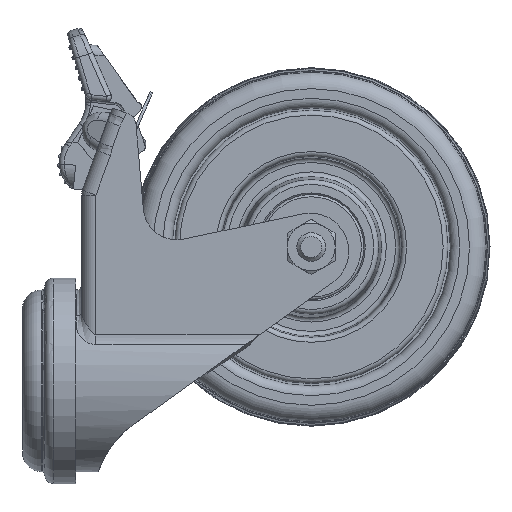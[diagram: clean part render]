
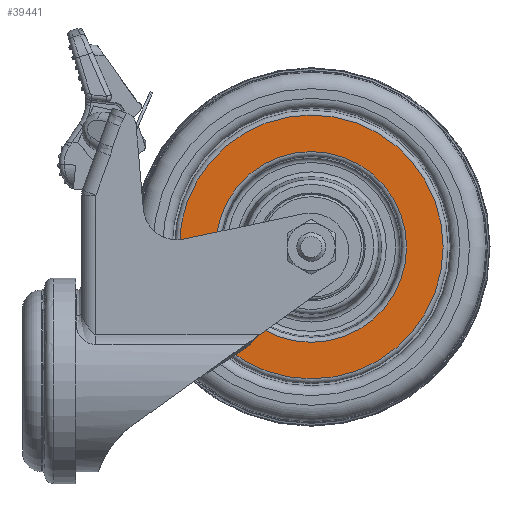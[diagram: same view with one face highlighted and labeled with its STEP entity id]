
A CAD part, left-side view. The second image highlights one B-rep face of the part: STEP entity #39441.
In plain terms, the highlighted planar face has unit normal (-1, 0, 0).
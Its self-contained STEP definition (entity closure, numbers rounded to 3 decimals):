
#38866=CARTESIAN_POINT('',(-12.25,0.0,27.6));
#38867=VERTEX_POINT('',#38866);
#38868=CARTESIAN_POINT('',(-12.25,0.0,0.0));
#38869=DIRECTION('',(-1.0,0.0,0.0));
#38870=DIRECTION('',(0.0,0.0,1.0));
#38871=AXIS2_PLACEMENT_3D('',#38868,#38869,#38870);
#38872=CIRCLE('',#38871,27.6);
#38873=EDGE_CURVE('',#38867,#38867,#38872,.T.);
#38883=CARTESIAN_POINT('',(-12.25,0.0,19.949));
#38884=VERTEX_POINT('',#38883);
#38885=CARTESIAN_POINT('',(-12.25,0.0,0.0));
#38886=DIRECTION('',(-1.0,0.0,0.0));
#38887=DIRECTION('',(0.0,0.0,1.0));
#38888=AXIS2_PLACEMENT_3D('',#38885,#38886,#38887);
#38889=CIRCLE('',#38888,19.949);
#38890=EDGE_CURVE('',#38884,#38884,#38889,.T.);
#39430=CARTESIAN_POINT('',(-12.25,27.6,0.0));
#39431=DIRECTION('',(1.0,0.0,0.0));
#39432=DIRECTION('',(0.0,0.0,-1.0));
#39433=AXIS2_PLACEMENT_3D('',#39430,#39431,#39432);
#39434=PLANE('',#39433);
#39435=ORIENTED_EDGE('',*,*,#38873,.T.);
#39436=EDGE_LOOP('',(#39435));
#39437=FACE_OUTER_BOUND('',#39436,.T.);
#39438=ORIENTED_EDGE('',*,*,#38890,.F.);
#39439=EDGE_LOOP('',(#39438));
#39440=FACE_BOUND('',#39439,.T.);
#39441=ADVANCED_FACE('',(#39437,#39440),#39434,.F.);
